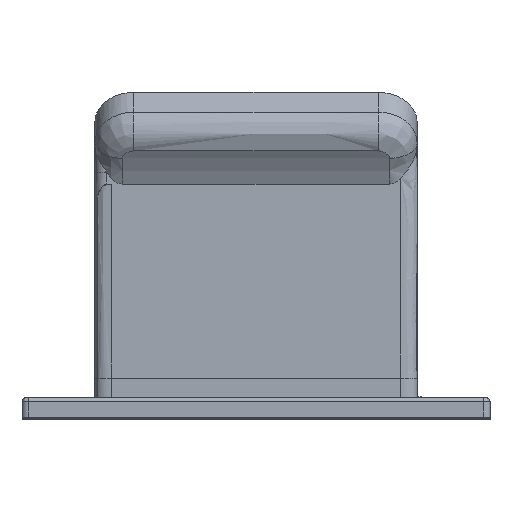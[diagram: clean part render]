
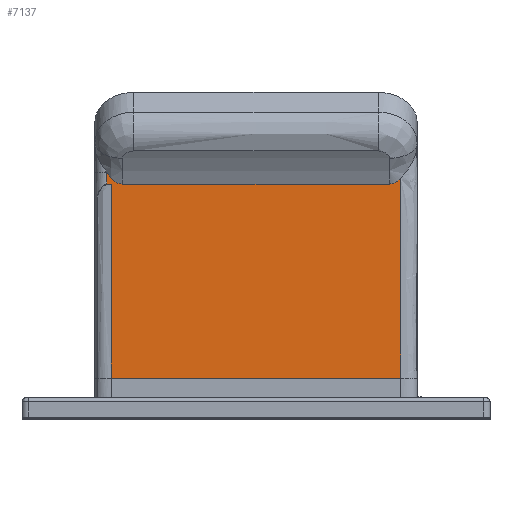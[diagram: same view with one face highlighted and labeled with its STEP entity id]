
A CAD part, top view. The second image highlights one B-rep face of the part: STEP entity #7137.
In plain terms, the highlighted face is planar.
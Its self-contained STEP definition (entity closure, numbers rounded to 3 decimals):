
#187=B_SPLINE_CURVE_WITH_KNOTS('',3,(#12198,#12199,#12200,#12201,#12202,
#12203,#12204,#12205),.UNSPECIFIED.,.F.,.F.,(4,2,2,4),(0.,0.115,
0.263,0.524),.UNSPECIFIED.);
#201=B_SPLINE_CURVE_WITH_KNOTS('',3,(#12533,#12534,#12535,#12536,#12537,
#12538,#12539,#12540),.UNSPECIFIED.,.F.,.F.,(4,2,2,4),(0.958,
1.104,1.248,1.376),.UNSPECIFIED.);
#477=PLANE('',#7719);
#715=FACE_OUTER_BOUND('',#1161,.T.);
#1161=EDGE_LOOP('',(#5626,#5627,#5628,#5629,#5630,#5631,#5632,#5633));
#1580=LINE('',#10953,#2074);
#1604=LINE('',#11146,#2098);
#1639=LINE('',#12129,#2133);
#1640=LINE('',#12154,#2134);
#1707=LINE('',#13160,#2201);
#1712=LINE('',#13196,#2206);
#2074=VECTOR('',#8748,10.);
#2098=VECTOR('',#8792,10.);
#2133=VECTOR('',#8957,10.);
#2134=VECTOR('',#8958,10.);
#2201=VECTOR('',#9095,10.);
#2206=VECTOR('',#9114,10.);
#3075=VERTEX_POINT('',#10935);
#3076=VERTEX_POINT('',#10952);
#3106=VERTEX_POINT('',#11132);
#3107=VERTEX_POINT('',#11145);
#3171=VERTEX_POINT('',#12115);
#3172=VERTEX_POINT('',#12197);
#3183=VERTEX_POINT('',#12531);
#3184=VERTEX_POINT('',#12532);
#3847=EDGE_CURVE('',#3076,#3075,#1580,.T.);
#3885=EDGE_CURVE('',#3106,#3107,#1604,.T.);
#3977=EDGE_CURVE('',#3106,#3171,#1639,.T.);
#3978=EDGE_CURVE('',#3076,#3171,#1640,.T.);
#3979=EDGE_CURVE('',#3107,#3172,#187,.F.);
#3994=EDGE_CURVE('',#3183,#3184,#201,.T.);
#4085=EDGE_CURVE('',#3172,#3184,#1707,.T.);
#4090=EDGE_CURVE('',#3075,#3183,#1712,.T.);
#5626=ORIENTED_EDGE('',*,*,#3847,.T.);
#5627=ORIENTED_EDGE('',*,*,#4090,.T.);
#5628=ORIENTED_EDGE('',*,*,#3994,.T.);
#5629=ORIENTED_EDGE('',*,*,#4085,.F.);
#5630=ORIENTED_EDGE('',*,*,#3979,.F.);
#5631=ORIENTED_EDGE('',*,*,#3885,.F.);
#5632=ORIENTED_EDGE('',*,*,#3977,.T.);
#5633=ORIENTED_EDGE('',*,*,#3978,.F.);
#7137=ADVANCED_FACE('',(#715),#477,.T.);
#7719=AXIS2_PLACEMENT_3D('',#13197,#9115,#9116);
#8748=DIRECTION('',(-0.311,-0.864,-0.397));
#8792=DIRECTION('',(0.934,-0.354,0.038));
#8957=DIRECTION('',(-0.311,-0.864,-0.397));
#8958=DIRECTION('',(0.934,-0.354,0.038));
#9095=DIRECTION('',(-0.311,-0.864,-0.397));
#9114=DIRECTION('',(0.934,-0.354,0.038));
#9115=DIRECTION('center_axis',(-0.173,-0.359,0.917));
#9116=DIRECTION('ref_axis',(-0.311,-0.864,-0.397));
#10935=CARTESIAN_POINT('',(247.017,795.867,484.031));
#10952=CARTESIAN_POINT('',(270.081,859.866,513.42));
#10953=CARTESIAN_POINT('',(257.889,826.034,497.884));
#11132=CARTESIAN_POINT('',(317.19,843.234,515.8));
#11145=CARTESIAN_POINT('',(320.037,842.156,515.915));
#11146=CARTESIAN_POINT('',(282.192,856.496,514.386));
#12115=CARTESIAN_POINT('',(316.804,842.161,515.307));
#12129=CARTESIAN_POINT('',(298.845,792.33,492.424));
#12154=CARTESIAN_POINT('',(260.737,863.407,513.042));
#12197=CARTESIAN_POINT('',(315.923,839.719,514.185));
#12198=CARTESIAN_POINT('Ctrl Pts',(315.923,839.719,514.185));
#12199=CARTESIAN_POINT('Ctrl Pts',(316.042,840.05,514.337));
#12200=CARTESIAN_POINT('Ctrl Pts',(316.232,840.341,514.487));
#12201=CARTESIAN_POINT('Ctrl Pts',(316.789,840.929,514.822));
#12202=CARTESIAN_POINT('Ctrl Pts',(317.183,841.192,515.));
#12203=CARTESIAN_POINT('Ctrl Pts',(318.335,841.772,515.444));
#12204=CARTESIAN_POINT('Ctrl Pts',(319.203,842.008,515.7));
#12205=CARTESIAN_POINT('Ctrl Pts',(320.037,842.156,515.915));
#12531=CARTESIAN_POINT('',(295.092,777.649,485.973));
#12532=CARTESIAN_POINT('',(294.619,780.604,487.04));
#12533=CARTESIAN_POINT('Ctrl Pts',(295.092,777.649,485.973));
#12534=CARTESIAN_POINT('Ctrl Pts',(294.913,777.985,486.071));
#12535=CARTESIAN_POINT('Ctrl Pts',(294.762,778.33,486.177));
#12536=CARTESIAN_POINT('Ctrl Pts',(294.547,779.015,486.404));
#12537=CARTESIAN_POINT('Ctrl Pts',(294.48,779.365,486.528));
#12538=CARTESIAN_POINT('Ctrl Pts',(294.471,780.02,486.783));
#12539=CARTESIAN_POINT('Ctrl Pts',(294.516,780.319,486.909));
#12540=CARTESIAN_POINT('Ctrl Pts',(294.619,780.604,487.04));
#13160=CARTESIAN_POINT('',(298.845,792.33,492.424));
#13196=CARTESIAN_POINT('',(237.672,799.408,483.653));
#13197=CARTESIAN_POINT('Origin',(260.737,863.407,513.042));
